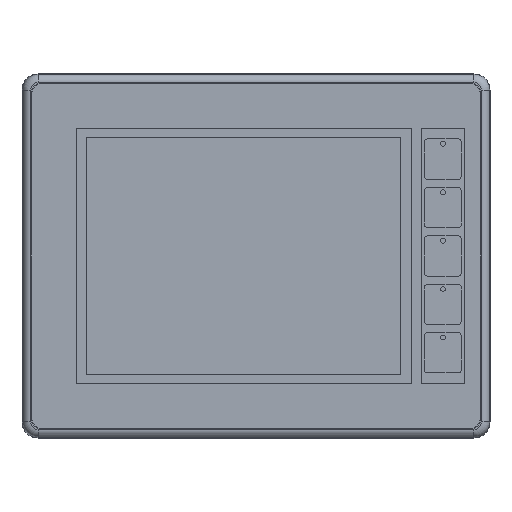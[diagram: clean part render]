
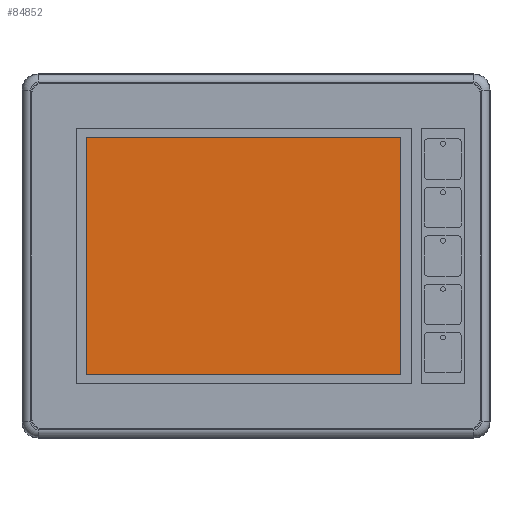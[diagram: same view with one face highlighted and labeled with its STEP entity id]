
A CAD part, front view. The second image highlights one B-rep face of the part: STEP entity #84852.
In plain terms, the highlighted planar face has unit normal (0, -1, 0).
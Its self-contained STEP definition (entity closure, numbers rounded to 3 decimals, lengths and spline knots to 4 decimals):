
#1268 = VERTEX_POINT ( 'NONE', #44164 ) ;
#4657 = CARTESIAN_POINT ( 'NONE',  ( 0., 0.0197, 0. ) ) ;
#11654 = EDGE_CURVE ( 'NONE', #1268, #59322, #71443, .T. ) ;
#16534 = AXIS2_PLACEMENT_3D ( 'NONE', #4657, #26086, #100922 ) ;
#18404 = VERTEX_POINT ( 'NONE', #81115 ) ;
#23788 = LINE ( 'NONE', #79497, #134327 ) ;
#23903 = ORIENTED_EDGE ( 'NONE', *, *, #128166, .F. ) ;
#26086 = DIRECTION ( 'NONE',  ( 0., 1., 0. ) ) ;
#33773 = LINE ( 'NONE', #93170, #90777 ) ;
#40276 = VECTOR ( 'NONE', #117602, 39.3701 ) ;
#44164 = CARTESIAN_POINT ( 'NONE',  ( 3.6378, 0.0197, -2.0581 ) ) ;
#50169 = EDGE_LOOP ( 'NONE', ( #23903, #138114, #78209, #134315 ) ) ;
#52959 = CARTESIAN_POINT ( 'NONE',  ( 3.6378, 0.0197, 0. ) ) ;
#53496 = FACE_OUTER_BOUND ( 'NONE', #50169, .T. ) ;
#59322 = VERTEX_POINT ( 'NONE', #88011 ) ;
#61289 = DIRECTION ( 'NONE',  ( 1., 0., 0. ) ) ;
#66774 = EDGE_CURVE ( 'NONE', #18404, #95075, #33773, .T. ) ;
#68422 = CARTESIAN_POINT ( 'NONE',  ( 3.6378, 0.0197, 1.4222 ) ) ;
#69353 = CARTESIAN_POINT ( 'NONE',  ( 0., 0.0197, -2.0581 ) ) ;
#71443 = LINE ( 'NONE', #69353, #124981 ) ;
#78209 = ORIENTED_EDGE ( 'NONE', *, *, #102836, .F. ) ;
#79497 = CARTESIAN_POINT ( 'NONE',  ( -0.9606, 0.0197, 0. ) ) ;
#81115 = CARTESIAN_POINT ( 'NONE',  ( -0.9606, 0.0197, 1.4222 ) ) ;
#84852 = ADVANCED_FACE ( 'NONE', ( #53496 ), #111265, .F. ) ;
#88011 = CARTESIAN_POINT ( 'NONE',  ( -0.9606, 0.0197, -2.0581 ) ) ;
#90245 = DIRECTION ( 'NONE',  ( 0., 0., 1. ) ) ;
#90777 = VECTOR ( 'NONE', #61289, 39.3701 ) ;
#93170 = CARTESIAN_POINT ( 'NONE',  ( 0., 0.0197, 1.4222 ) ) ;
#95075 = VERTEX_POINT ( 'NONE', #68422 ) ;
#100922 = DIRECTION ( 'NONE',  ( -1., 0., 0. ) ) ;
#102836 = EDGE_CURVE ( 'NONE', #95075, #1268, #103981, .T. ) ;
#103981 = LINE ( 'NONE', #52959, #40276 ) ;
#111265 = PLANE ( 'NONE',  #16534 ) ;
#112423 = DIRECTION ( 'NONE',  ( -1., 0., 0. ) ) ;
#117602 = DIRECTION ( 'NONE',  ( 0., 0., -1. ) ) ;
#124981 = VECTOR ( 'NONE', #112423, 39.3701 ) ;
#128166 = EDGE_CURVE ( 'NONE', #59322, #18404, #23788, .T. ) ;
#134315 = ORIENTED_EDGE ( 'NONE', *, *, #66774, .F. ) ;
#134327 = VECTOR ( 'NONE', #90245, 39.3701 ) ;
#138114 = ORIENTED_EDGE ( 'NONE', *, *, #11654, .F. ) ;
